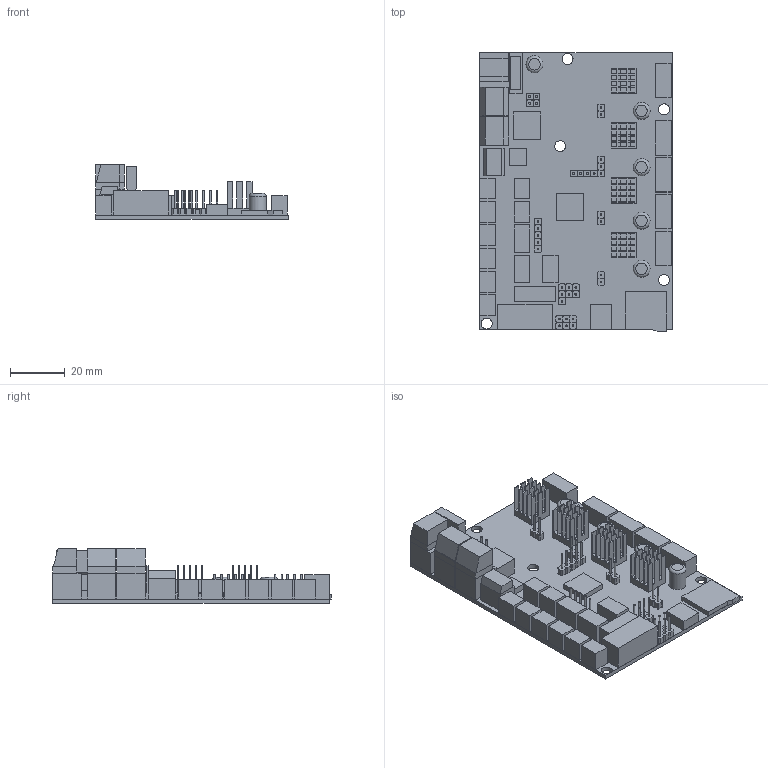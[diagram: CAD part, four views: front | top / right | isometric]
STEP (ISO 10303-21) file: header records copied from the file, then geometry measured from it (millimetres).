
FILE_DESCRIPTION(('FreeCAD Model'),'2;1');
FILE_NAME('Open CASCADE Shape Model','2021-03-24T10:40:49',('Author'),( ''),'Open CASCADE STEP processor 7.4','FreeCAD','Unknown');
FILE_SCHEMA(('AUTOMOTIVE_DESIGN { 1 0 10303 214 1 1 1 1 }'));
Length unit declared in the file: millimetre
Products named in the file (52): SKR_Mini_E3_v2_0_Dummy; X_Stepper_Connector; Y_Stepper_Connector; ZA_Stepper_Connector; ZB_Stepper_Connector; E_Stepper_Connector; Capacitor; Capacitor001; Capacitor002; Capacitor003; Capacitor004; Board; X_Stepper_Driver; Y_Stepper_Driver; Z_Stepper_Driver; E_Stepper_Driver; Tall_Terminal001; Tall_Terminal; Tall_Terminal002; Short_Terminal; Fan0_Terminal; X-Stop; Y-Stop; Z-Stop; THB; TH0; Fan1_Terminal; PS-ON; PWR-DET; E0-STOP; Neopixel; Z-Probe; EXP1; Mini-USB_Port; CPU; Q3; Q1; E_Stepper_Driver_Heatsink; Z_Stepper_Driver_Heatsink001; Y_Stepper_Driver_Heatsink002 ...
Assembly tree (51 placements, depth 2):
  SKR_Mini_E3_v2_0_Dummy
    X_Stepper_Connector
    Y_Stepper_Connector
    ZA_Stepper_Connector
    ZB_Stepper_Connector
    E_Stepper_Connector
    Capacitor
    Capacitor001
    Capacitor002
    Capacitor003
    Capacitor004
    Board
    X_Stepper_Driver
    Y_Stepper_Driver
    Z_Stepper_Driver
    E_Stepper_Driver
    Tall_Terminal001
    Tall_Terminal
    Tall_Terminal002
    Short_Terminal
    Fan0_Terminal
    X-Stop
    Y-Stop
    Z-Stop
    THB
    TH0
    Fan1_Terminal
    PS-ON
    PWR-DET
    E0-STOP
    Neopixel
    Z-Probe
    EXP1
    Mini-USB_Port
    CPU
    Q3
    Q1
    E_Stepper_Driver_Heatsink
    Z_Stepper_Driver_Heatsink001
    Y_Stepper_Driver_Heatsink002
    X_Stepper_Driver_Heatsink003
    SPI1
    E0-DIAG
    Z-DIAG
    Y-DIAG
    X-DIAG
    SWD
    TFT
    GND-VOUT
    VIN
    Micro-SD_Card_Reader
    Fuse
Bounding box: 70.25 x 101.5 x 20 mm (x, y, z)
Volume: 31268.3 mm3; surface area: 33594.2 mm2
Topology: 51 solids, 51 shells, 1049 faces, 2279 edges, 1392 vertices
Faces by surface type: plane 858, cylinder 185, torus 5, bspline 1
Full cylindrical faces by diameter (mm): 0.65 x35, 4 x5, 6.2 x5
Entity records: 59346 total; most frequent: CARTESIAN_POINT 10249, DIRECTION 9236, LINE 5906, VECTOR 5906, ORIENTED_EDGE 4558, PCURVE 4558, DEFINITIONAL_REPRESENTATION 4558, EDGE_CURVE 2279
